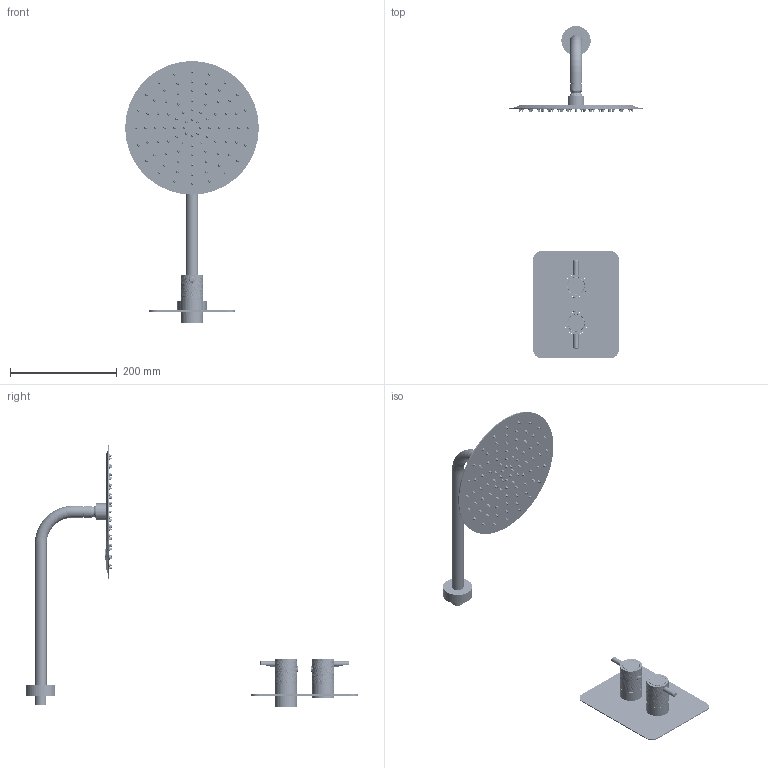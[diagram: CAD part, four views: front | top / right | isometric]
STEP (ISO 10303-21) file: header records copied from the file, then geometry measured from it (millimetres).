
FILE_DESCRIPTION (( 'STEP AP203' ), '1' );
FILE_NAME ('59D307728.STEP', '2024-03-25T11:27:27', ( '' ), ( '' ), 'SwSTEP 2.0', 'SolidWorks 2021', '' );
FILE_SCHEMA (( 'CONFIG_CONTROL_DESIGN' ));
Products named in the file (1): 59D307728
Bounding box: 250 x 620.78 x 490 mm (x, y, z)
Volume: 434936.8 mm3; surface area: 375849.9 mm2
Topology: 107 solids, 107 shells, 2854 faces, 6818 edges, 4473 vertices
Faces by surface type: bspline 1308, cylinder 733, plane 635, cone 150, torus 23, sphere 5
Full cylindrical faces by diameter (mm): 1.5 x88, 1.7 x88, 3.1 x4, 3.3 x90, 4.15 x2, 4.5 x2, 4.65 x2, 4.8 x2, 5 x92, 5.5 x2, 6 x2, 7 x89, 9.8 x2, 10 x1, 10.1 x4, 10.2 x2, 12.5 x2, 15 x2, 15.5 x1, 16 x1, 17 x1, 18 x1, 19 x1, 20.6 x1, 21 x2, 22 x3, 22.7 x1, 23 x1, 24 x2, 25.6 x2
Entity records: 134511 total; most frequent: CARTESIAN_POINT 86505, ORIENTED_EDGE 10000, DIRECTION 6712, EDGE_CURVE 5000, EDGE_LOOP 4864, FACE_OUTER_BOUND 4195, VERTEX_POINT 4152, AXIS2_PLACEMENT_3D 3199
